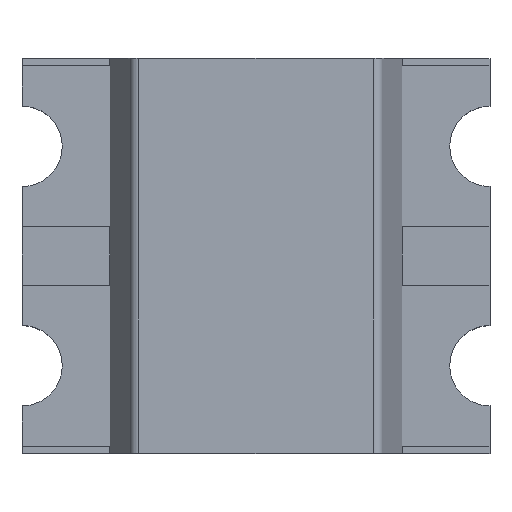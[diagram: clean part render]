
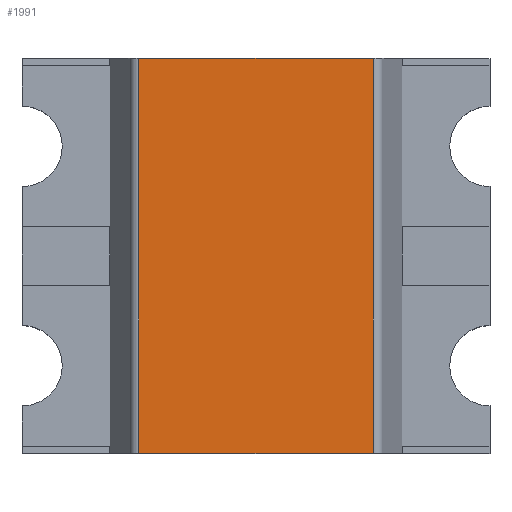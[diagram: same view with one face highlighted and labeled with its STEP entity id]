
A CAD part, top view. The second image highlights one B-rep face of the part: STEP entity #1991.
In plain terms, the highlighted planar face has unit normal (0, 0, 1).
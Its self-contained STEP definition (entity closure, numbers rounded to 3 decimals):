
#1046 = EDGE_CURVE('',#1047,#1049,#1051,.T.);
#1047 = VERTEX_POINT('',#1048);
#1048 = CARTESIAN_POINT('',(0.803,1.35,1.11));
#1049 = VERTEX_POINT('',#1050);
#1050 = CARTESIAN_POINT('',(-0.803,1.35,1.11));
#1051 = LINE('',#1052,#1053);
#1052 = CARTESIAN_POINT('',(1.,1.35,1.11));
#1053 = VECTOR('',#1054,1.);
#1054 = DIRECTION('',(-1.,0.,0.));
#1991 = ADVANCED_FACE('',(#1992),#2017,.T.);
#1992 = FACE_BOUND('',#1993,.T.);
#1993 = EDGE_LOOP('',(#1994,#2004,#2010,#2011));
#1994 = ORIENTED_EDGE('',*,*,#1995,.T.);
#1995 = EDGE_CURVE('',#1996,#1998,#2000,.T.);
#1996 = VERTEX_POINT('',#1997);
#1997 = CARTESIAN_POINT('',(-0.803,-1.35,1.11));
#1998 = VERTEX_POINT('',#1999);
#1999 = CARTESIAN_POINT('',(0.803,-1.35,1.11));
#2000 = LINE('',#2001,#2002);
#2001 = CARTESIAN_POINT('',(-1.,-1.35,1.11));
#2002 = VECTOR('',#2003,1.);
#2003 = DIRECTION('',(1.,0.,0.));
#2004 = ORIENTED_EDGE('',*,*,#2005,.T.);
#2005 = EDGE_CURVE('',#1998,#1047,#2006,.T.);
#2006 = LINE('',#2007,#2008);
#2007 = CARTESIAN_POINT('',(0.803,-1.35,1.11));
#2008 = VECTOR('',#2009,1.);
#2009 = DIRECTION('',(0.,1.,0.));
#2010 = ORIENTED_EDGE('',*,*,#1046,.T.);
#2011 = ORIENTED_EDGE('',*,*,#2012,.T.);
#2012 = EDGE_CURVE('',#1049,#1996,#2013,.T.);
#2013 = LINE('',#2014,#2015);
#2014 = CARTESIAN_POINT('',(-0.803,1.35,1.11));
#2015 = VECTOR('',#2016,1.);
#2016 = DIRECTION('',(0.,-1.,0.));
#2017 = PLANE('',#2018);
#2018 = AXIS2_PLACEMENT_3D('',#2019,#2020,#2021);
#2019 = CARTESIAN_POINT('',(0.,0.,1.11));
#2020 = DIRECTION('',(0.,0.,1.));
#2021 = DIRECTION('',(1.,0.,0.));
